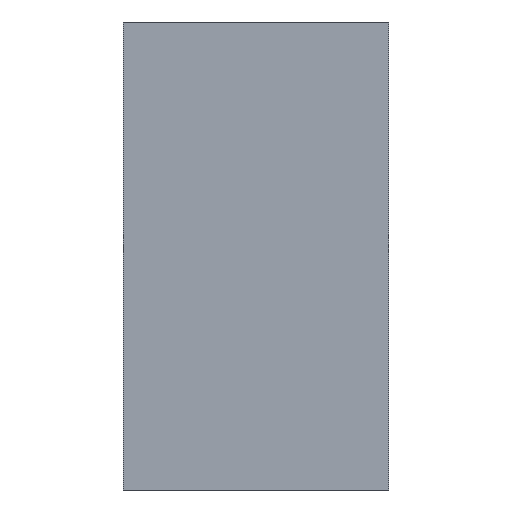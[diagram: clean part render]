
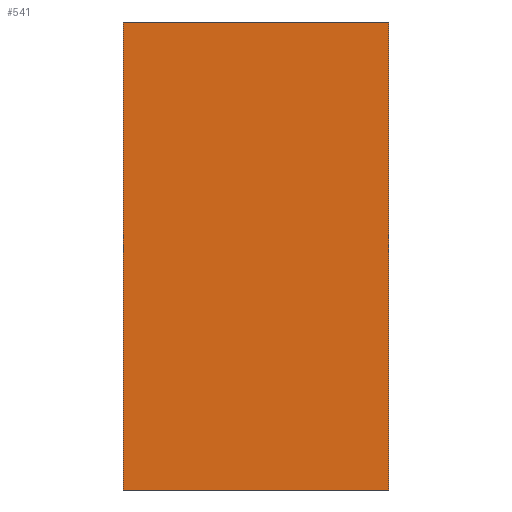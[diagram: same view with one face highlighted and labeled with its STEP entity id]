
A CAD part, left-side view. The second image highlights one B-rep face of the part: STEP entity #541.
In plain terms, the highlighted planar face has unit normal (-1, 0, 0).
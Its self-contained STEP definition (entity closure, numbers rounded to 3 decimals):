
#37=FACE_OUTER_BOUND('',#69,.T.);
#69=EDGE_LOOP('',(#418,#419,#420,#421));
#112=LINE('',#803,#184);
#116=LINE('',#810,#188);
#120=LINE('',#818,#192);
#121=LINE('',#820,#193);
#184=VECTOR('',#657,10.);
#188=VECTOR('',#663,10.);
#192=VECTOR('',#671,10.);
#193=VECTOR('',#674,10.);
#248=VERTEX_POINT('',#800);
#249=VERTEX_POINT('',#802);
#251=VERTEX_POINT('',#808);
#253=VERTEX_POINT('',#816);
#304=EDGE_CURVE('',#248,#249,#112,.T.);
#308=EDGE_CURVE('',#251,#248,#116,.T.);
#312=EDGE_CURVE('',#253,#251,#120,.T.);
#313=EDGE_CURVE('',#253,#249,#121,.T.);
#418=ORIENTED_EDGE('',*,*,#312,.F.);
#419=ORIENTED_EDGE('',*,*,#313,.T.);
#420=ORIENTED_EDGE('',*,*,#304,.F.);
#421=ORIENTED_EDGE('',*,*,#308,.F.);
#509=PLANE('',#590);
#541=ADVANCED_FACE('',(#37),#509,.T.);
#590=AXIS2_PLACEMENT_3D('',#821,#675,#676);
#657=DIRECTION('',(0.,0.,1.));
#663=DIRECTION('',(0.,1.,0.));
#671=DIRECTION('',(0.,0.,-1.));
#674=DIRECTION('',(0.,1.,0.));
#675=DIRECTION('center_axis',(-1.,0.,0.));
#676=DIRECTION('ref_axis',(0.,0.,1.));
#800=CARTESIAN_POINT('',(-1.6,0.85,-0.75));
#802=CARTESIAN_POINT('',(-1.6,0.85,0.75));
#803=CARTESIAN_POINT('',(-1.6,0.85,0.75));
#808=CARTESIAN_POINT('',(-1.6,0.,-0.75));
#810=CARTESIAN_POINT('',(-1.6,0.,-0.75));
#816=CARTESIAN_POINT('',(-1.6,0.,0.75));
#818=CARTESIAN_POINT('',(-1.6,0.,0.75));
#820=CARTESIAN_POINT('',(-1.6,0.,0.75));
#821=CARTESIAN_POINT('Origin',(-1.6,0.,-0.75));
